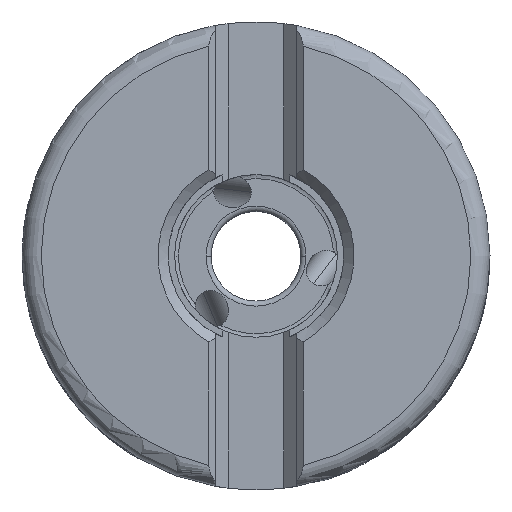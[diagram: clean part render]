
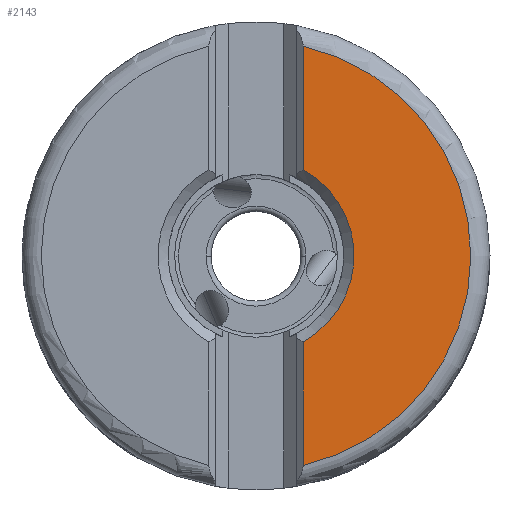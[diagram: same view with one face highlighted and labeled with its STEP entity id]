
A CAD part, top view. The second image highlights one B-rep face of the part: STEP entity #2143.
In plain terms, the highlighted planar face has unit normal (0, 0, 1).
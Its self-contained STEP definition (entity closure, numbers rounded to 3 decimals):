
#389=LINE('',#20415,#679);
#390=LINE('',#20421,#680);
#679=VECTOR('',#9609,1.);
#680=VECTOR('',#9614,1.);
#1181=FACE_OUTER_BOUND('',#2715,.T.);
#2143=ADVANCED_FACE('',(#1181),#2426,.T.);
#2426=PLANE('',#8299);
#2715=EDGE_LOOP('',(#4262,#4263,#4264,#4265,#4266));
#4262=ORIENTED_EDGE('',*,*,#6968,.T.);
#4263=ORIENTED_EDGE('',*,*,#6969,.F.);
#4264=ORIENTED_EDGE('',*,*,#6970,.F.);
#4265=ORIENTED_EDGE('',*,*,#6971,.T.);
#4266=ORIENTED_EDGE('',*,*,#6967,.F.);
#5938=VERTEX_POINT('',#20398);
#5940=VERTEX_POINT('',#20412);
#5941=VERTEX_POINT('',#20416);
#5942=VERTEX_POINT('',#20418);
#5943=VERTEX_POINT('',#20420);
#6967=EDGE_CURVE('',#5940,#5938,#7577,.T.);
#6968=EDGE_CURVE('',#5940,#5941,#389,.T.);
#6969=EDGE_CURVE('',#5942,#5941,#7578,.T.);
#6970=EDGE_CURVE('',#5943,#5942,#7579,.T.);
#6971=EDGE_CURVE('',#5943,#5938,#390,.T.);
#7577=CIRCLE('',#8295,7.65);
#7578=CIRCLE('',#8297,16.757);
#7579=CIRCLE('',#8298,16.757);
#8295=AXIS2_PLACEMENT_3D('',#20413,#9605,#9606);
#8297=AXIS2_PLACEMENT_3D('',#20417,#9610,#9611);
#8298=AXIS2_PLACEMENT_3D('',#20419,#9612,#9613);
#8299=AXIS2_PLACEMENT_3D('',#20422,#9615,#9616);
#9605=DIRECTION('',(0.,0.,1.));
#9606=DIRECTION('',(0.48,-0.877,0.));
#9609=DIRECTION('',(0.,-1.,0.));
#9610=DIRECTION('',(0.,0.,-1.));
#9611=DIRECTION('',(1.,-0.001,0.));
#9612=DIRECTION('',(0.,0.,-1.));
#9613=DIRECTION('',(0.219,0.976,0.));
#9614=DIRECTION('',(0.,-1.,0.));
#9615=DIRECTION('',(0.,0.,1.));
#9616=DIRECTION('',(-1.,0.,0.));
#20398=CARTESIAN_POINT('',(3.675,6.709,0.));
#20412=CARTESIAN_POINT('',(3.675,-6.709,0.));
#20413=CARTESIAN_POINT('',(0.,0.,0.));
#20415=CARTESIAN_POINT('',(3.675,-6.709,0.));
#20416=CARTESIAN_POINT('',(3.675,-16.349,0.));
#20417=CARTESIAN_POINT('',(0.,0.,0.));
#20418=CARTESIAN_POINT('',(16.756,-0.02,0.));
#20419=CARTESIAN_POINT('',(0.,0.,0.));
#20420=CARTESIAN_POINT('',(3.675,16.349,0.));
#20421=CARTESIAN_POINT('',(3.675,16.349,0.));
#20422=CARTESIAN_POINT('',(10.216,0.,0.));
